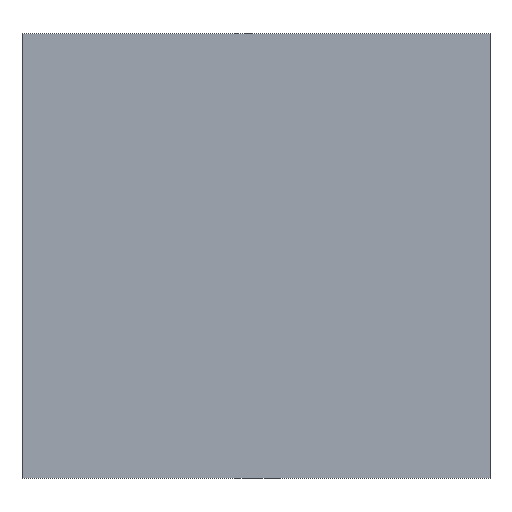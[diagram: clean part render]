
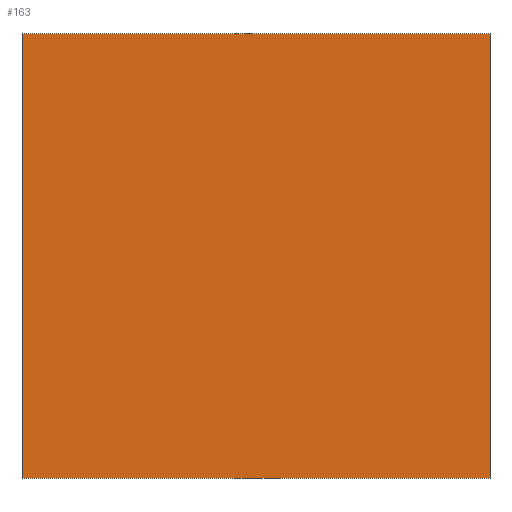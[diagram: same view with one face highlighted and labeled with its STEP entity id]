
A CAD part, front view. The second image highlights one B-rep face of the part: STEP entity #163.
In plain terms, the highlighted planar face has unit normal (0, -1, 0).
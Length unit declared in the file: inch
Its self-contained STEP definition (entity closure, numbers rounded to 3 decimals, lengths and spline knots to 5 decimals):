
#17=LINE('',#235,#35);
#18=LINE('',#237,#36);
#19=LINE('',#239,#37);
#20=LINE('',#240,#38);
#35=VECTOR('',#194,2.375);
#36=VECTOR('',#195,2.5);
#37=VECTOR('',#196,2.375);
#38=VECTOR('',#197,2.5);
#53=PLANE('',#176);
#65=FACE_OUTER_BOUND('',#75,.T.);
#75=EDGE_LOOP('',(#123,#124,#125,#126));
#89=VERTEX_POINT('',#233);
#90=VERTEX_POINT('',#234);
#91=VERTEX_POINT('',#236);
#92=VERTEX_POINT('',#238);
#103=EDGE_CURVE('',#89,#90,#17,.T.);
#104=EDGE_CURVE('',#91,#90,#18,.T.);
#105=EDGE_CURVE('',#92,#91,#19,.T.);
#106=EDGE_CURVE('',#92,#89,#20,.T.);
#123=ORIENTED_EDGE('',*,*,#103,.T.);
#124=ORIENTED_EDGE('',*,*,#104,.F.);
#125=ORIENTED_EDGE('',*,*,#105,.F.);
#126=ORIENTED_EDGE('',*,*,#106,.T.);
#163=ADVANCED_FACE('',(#65),#53,.F.);
#176=AXIS2_PLACEMENT_3D('',#232,#192,#193);
#192=DIRECTION('center_axis',(0.,1.,0.));
#193=DIRECTION('ref_axis',(0.,0.,1.));
#194=DIRECTION('',(0.,0.,-1.));
#195=DIRECTION('',(-1.,0.,0.));
#196=DIRECTION('',(0.,0.,-1.));
#197=DIRECTION('',(-1.,0.,0.));
#232=CARTESIAN_POINT('Origin',(1.25,0.,2.375));
#233=CARTESIAN_POINT('',(-1.25,0.,2.375));
#234=CARTESIAN_POINT('',(-1.25,0.,0.));
#235=CARTESIAN_POINT('',(-1.25,0.,2.375));
#236=CARTESIAN_POINT('',(1.25,0.,0.));
#237=CARTESIAN_POINT('',(1.25,0.,0.));
#238=CARTESIAN_POINT('',(1.25,0.,2.375));
#239=CARTESIAN_POINT('',(1.25,0.,2.375));
#240=CARTESIAN_POINT('',(1.25,0.,2.375));
